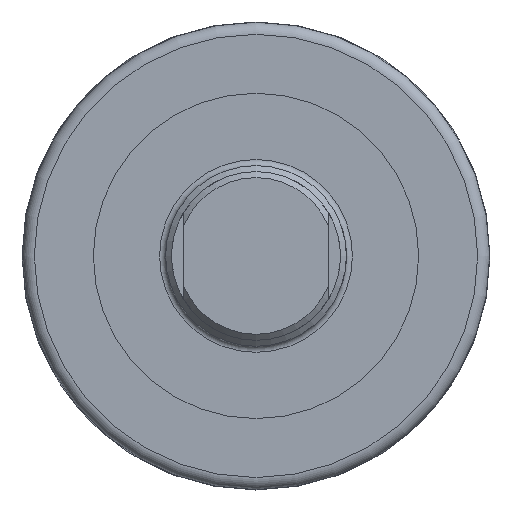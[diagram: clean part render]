
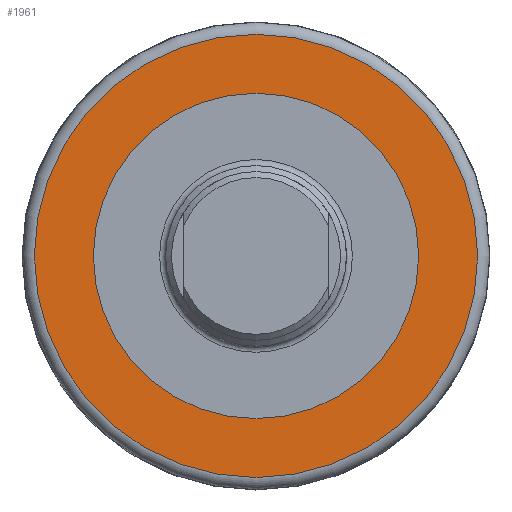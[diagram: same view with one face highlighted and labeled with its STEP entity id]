
A CAD part, left-side view. The second image highlights one B-rep face of the part: STEP entity #1961.
In plain terms, the highlighted planar face has unit normal (-1, 0, 0).
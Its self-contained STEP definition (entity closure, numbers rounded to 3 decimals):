
#54=FACE_BOUND('',#326,.T.);
#99=PLANE('',#2177);
#207=FACE_OUTER_BOUND('',#325,.T.);
#325=EDGE_LOOP('',(#1688,#1689));
#326=EDGE_LOOP('',(#1690));
#726=CIRCLE('',#2174,26.);
#729=CIRCLE('',#2178,36.785);
#730=CIRCLE('',#2179,36.785);
#917=VERTEX_POINT('',#3389);
#920=VERTEX_POINT('',#3397);
#921=VERTEX_POINT('',#3398);
#1186=EDGE_CURVE('',#917,#917,#726,.T.);
#1190=EDGE_CURVE('',#920,#921,#729,.T.);
#1191=EDGE_CURVE('',#921,#920,#730,.T.);
#1688=ORIENTED_EDGE('',*,*,#1190,.F.);
#1689=ORIENTED_EDGE('',*,*,#1191,.F.);
#1690=ORIENTED_EDGE('',*,*,#1186,.T.);
#1961=ADVANCED_FACE('',(#207,#54),#99,.T.);
#2174=AXIS2_PLACEMENT_3D('',#3390,#2691,#2692);
#2177=AXIS2_PLACEMENT_3D('',#3396,#2698,#2699);
#2178=AXIS2_PLACEMENT_3D('',#3399,#2700,#2701);
#2179=AXIS2_PLACEMENT_3D('',#3400,#2702,#2703);
#2691=DIRECTION('center_axis',(1.,0.,0.));
#2692=DIRECTION('ref_axis',(0.,1.,0.));
#2698=DIRECTION('center_axis',(-1.,0.,0.));
#2699=DIRECTION('ref_axis',(0.,0.,
-1.));
#2700=DIRECTION('center_axis',(1.,0.,0.));
#2701=DIRECTION('ref_axis',(0.,1.,0.));
#2702=DIRECTION('center_axis',(1.,0.,0.));
#2703=DIRECTION('ref_axis',(0.,1.,0.));
#3389=CARTESIAN_POINT('',(75.5,-26.,0.));
#3390=CARTESIAN_POINT('Origin',(75.5,0.,0.));
#3396=CARTESIAN_POINT('Origin',(75.5,-34.078,0.));
#3397=CARTESIAN_POINT('',(75.5,-36.785,0.));
#3398=CARTESIAN_POINT('',(75.5,0.,-36.785));
#3399=CARTESIAN_POINT('Origin',(75.5,0.,0.));
#3400=CARTESIAN_POINT('Origin',(75.5,0.,0.));
